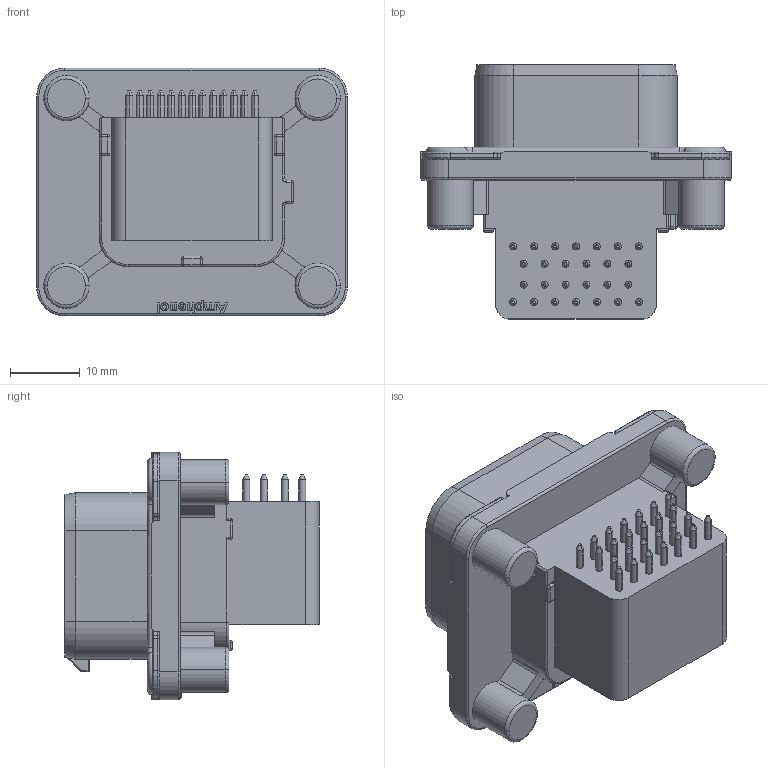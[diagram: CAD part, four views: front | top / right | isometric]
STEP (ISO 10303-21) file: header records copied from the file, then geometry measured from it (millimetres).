
FILE_DESCRIPTION((''),'2;1');
FILE_NAME('ATS13-26PA-BM01-CP_ASM','2022-07-14T',('Ronald.Yang'),(''),'PRO/ENGINEER BY PARAMETRIC TECHNOLOGY CORPORATION, 2016360','PRO/ENGINEER BY PARAMETRIC TECHNOLOGY CORPORATION, 2016360','');
FILE_SCHEMA(('CONFIG_CONTROL_DESIGN'));
Length unit declared in the file: millimetre
Products named in the file (1): ATS13-26PA-BM01-CP_ASM
Bounding box: 44.5 x 36.4 x 35.5 mm (x, y, z)
Volume: 16157.7 mm3; surface area: 10068.1 mm2
Topology: 1 solids, 1 shells, 1273 faces, 3130 edges, 1956 vertices
Faces by surface type: plane 383, cylinder 302, extrusion 298, cone 164, torus 76, revolution 32, sphere 18
Entity records: 39143 total; most frequent: CARTESIAN_POINT 9586, ORIENTED_EDGE 6260, DIRECTION 5642, EDGE_CURVE 3130, VERTEX_POINT 1956, VECTOR 1880, AXIS2_PLACEMENT_3D 1865, LINE 1582
